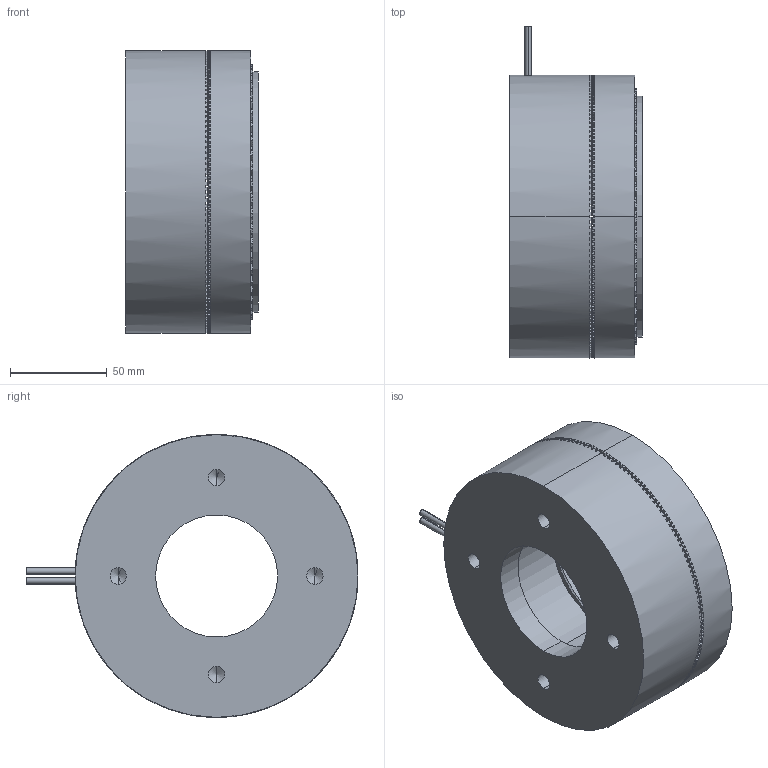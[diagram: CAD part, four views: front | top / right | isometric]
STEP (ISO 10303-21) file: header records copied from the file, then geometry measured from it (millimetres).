
FILE_DESCRIPTION (( 'STEP AP203' ), '1' );
FILE_NAME ('630_METB_WebAssy.STEP', '2017-02-21T19:01:53', ( 'Delete' ), ( 'Hewlett-Packard Company' ), 'SwSTEP 2.0', 'SolidWorks 2017', '' );
FILE_SCHEMA (( 'CONFIG_CONTROL_DESIGN' ));
Length unit declared in the file: inch
Products named in the file (1): 630_METB_WebAssy
Bounding box: 68.54 x 171.45 x 146.05 mm (x, y, z)
Volume: 796090.3 mm3; surface area: 142568.7 mm2
Topology: 14 solids, 14 shells, 2788 faces, 8058 edges, 5305 vertices
Faces by surface type: plane 1227, cylinder 1131, cone 414, bspline 6, sphere 6, torus 4
Entity records: 96910 total; most frequent: CARTESIAN_POINT 21180, DIRECTION 16493, ORIENTED_EDGE 16088, EDGE_CURVE 8044, AXIS2_PLACEMENT_3D 6118, VERTEX_POINT 5305, LINE 4257, VECTOR 4257
